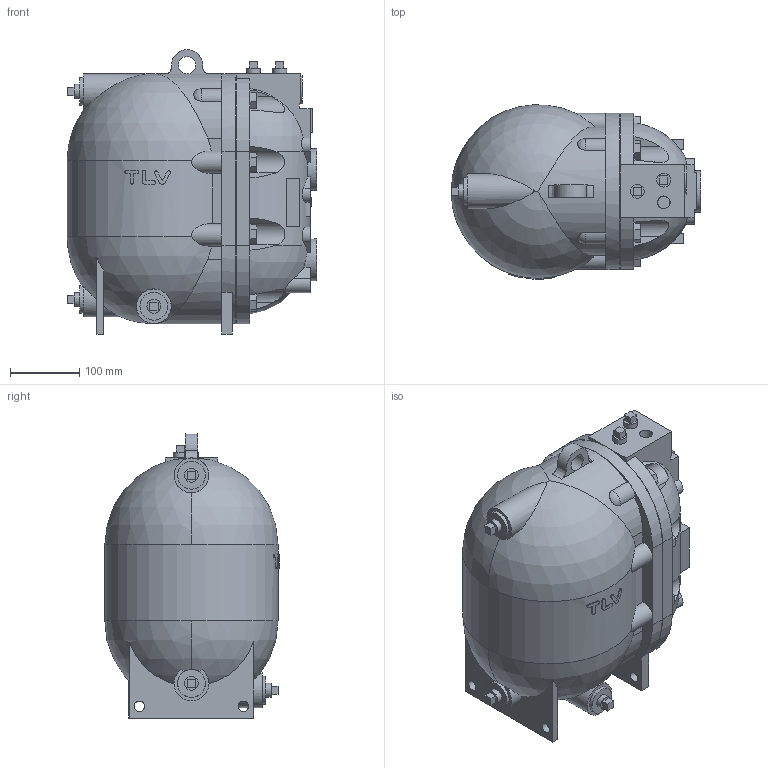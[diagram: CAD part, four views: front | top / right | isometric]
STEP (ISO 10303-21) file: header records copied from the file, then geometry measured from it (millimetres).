
FILE_DESCRIPTION(/* description */ (''),/* implementation_level */ '2;1');
FILE_NAME(/* name */ 'gt10l-025-screw-01.stp',/* time_stamp */ '2019-10-10T13:41:21+09:00',/* author */ ('nakaot'),/* organization */ (''),/* preprocessor_version */ 'ST-DEVELOPER v18',/* originating_system */ 'Autodesk Inventor 2020',/* authorisation */ '');
FILE_SCHEMA (('AUTOMOTIVE_DESIGN { 1 0 10303 214 3 1 1 }'));
Length unit declared in the file: millimetre
Products named in the file (1): gt10l-025-screw-01
Bounding box: 360 x 251.34 x 410.34 mm (x, y, z)
Volume: 20387284.6 mm3; surface area: 623211.8 mm2
Topology: 1 solids, 1 shells, 318 faces, 840 edges, 554 vertices
Faces by surface type: plane 223, cylinder 79, sphere 10, cone 4, bspline 2
Full cylindrical faces by diameter (mm): 15 x4, 17.5 x2, 20 x5, 25 x1, 29 x2, 40 x4, 50 x2, 60 x2, 116.11 x1
Entity records: 10969 total; most frequent: CARTESIAN_POINT 2973, ORIENTED_EDGE 1670, DIRECTION 1621, EDGE_CURVE 835, VERTEX_POINT 554, AXIS2_PLACEMENT_3D 547, LINE 527, VECTOR 527
